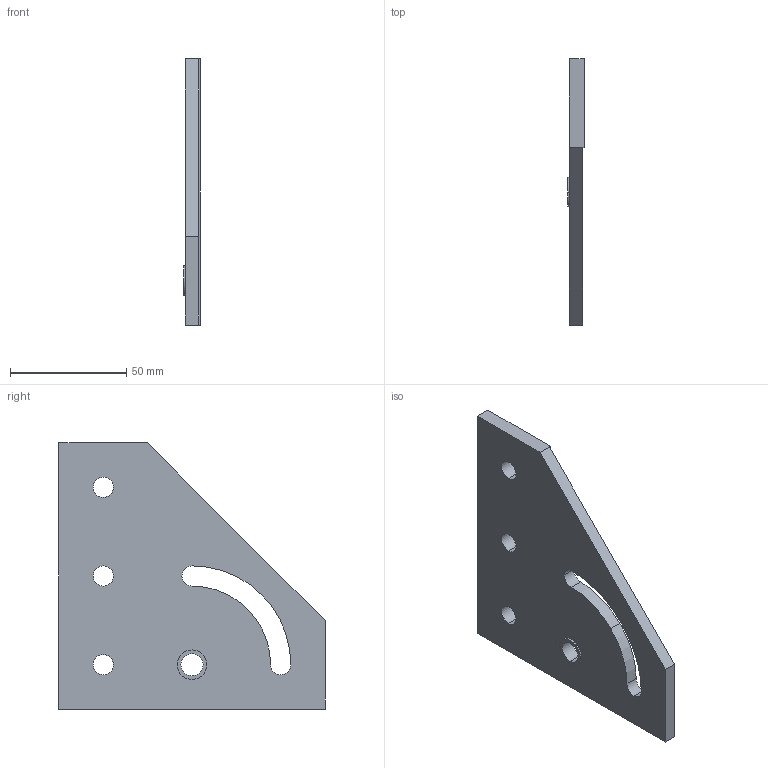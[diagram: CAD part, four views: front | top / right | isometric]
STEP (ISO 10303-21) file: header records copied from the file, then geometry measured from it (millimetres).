
FILE_DESCRIPTION((''),'2;1');
FILE_NAME('15HI8861.stp','2006-03-13T15:34:09',('Shawn Mantel'),('Faztek, LLC'),'Mechanical Desktop 2005','Mechanical Desktop 2005',', , ');
FILE_SCHEMA(('CONFIG_CONTROL_DESIGN'));
Length unit declared in the file: inch
Products named in the file (1): Product
Bounding box: 7.11 x 114.3 x 114.3 mm (x, y, z)
Volume: 55380.9 mm3; surface area: 23211.5 mm2
Topology: 2 solids, 2 shells, 31 faces, 80 edges, 53 vertices
Faces by surface type: bspline 25, cylinder 4, plane 2
Entity records: 1293 total; most frequent: CARTESIAN_POINT 464, ORIENTED_EDGE 160, DIRECTION 134, EDGE_CURVE 80, VERTEX_POINT 53, AXIS2_PLACEMENT_3D 47, EDGE_LOOP 43, VECTOR 40
